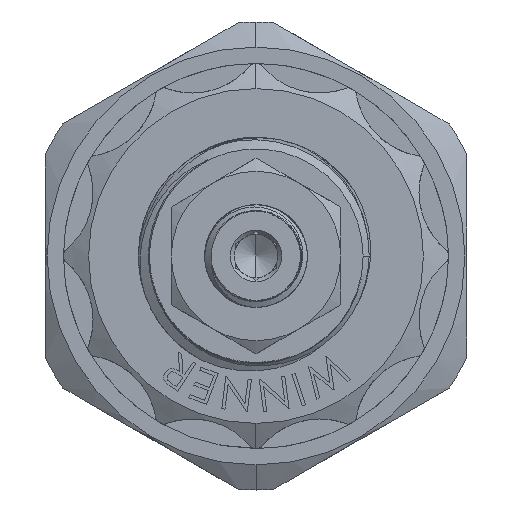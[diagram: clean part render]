
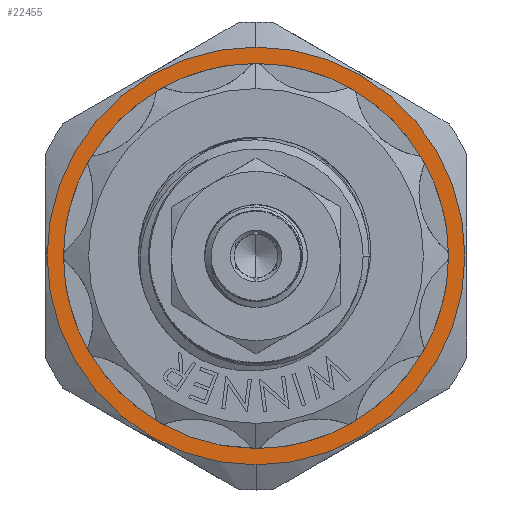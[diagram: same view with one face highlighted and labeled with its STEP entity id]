
A CAD part, left-side view. The second image highlights one B-rep face of the part: STEP entity #22455.
In plain terms, the highlighted planar face has unit normal (-1, 0, 0).
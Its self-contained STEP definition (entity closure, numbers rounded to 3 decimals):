
#701 = ORIENTED_EDGE ( 'NONE', *, *, #32676, .F. ) ;
#1264 = EDGE_LOOP ( 'NONE', ( #9799, #8044 ) ) ;
#2319 = CARTESIAN_POINT ( 'NONE',  ( 0., 0., 18.475 ) ) ;
#2517 = CARTESIAN_POINT ( 'NONE',  ( 0., 0., 0. ) ) ;
#2908 = DIRECTION ( 'NONE',  ( 0., 0., 1. ) ) ;
#5105 = AXIS2_PLACEMENT_3D ( 'NONE', #64886, #37496, #54442 ) ;
#7382 = VERTEX_POINT ( 'NONE', #20651 ) ;
#8044 = ORIENTED_EDGE ( 'NONE', *, *, #55509, .T. ) ;
#8564 = DIRECTION ( 'NONE',  ( 0., 0., 1. ) ) ;
#9214 = CARTESIAN_POINT ( 'NONE',  ( 0., 0., 0. ) ) ;
#9459 = CIRCLE ( 'NONE', #23340, 13.375 ) ;
#9788 = AXIS2_PLACEMENT_3D ( 'NONE', #9214, #25425, #2908 ) ;
#9799 = ORIENTED_EDGE ( 'NONE', *, *, #10633, .T. ) ;
#10610 = FACE_OUTER_BOUND ( 'NONE', #1264, .T. ) ;
#10633 = EDGE_CURVE ( 'NONE', #24630, #30558, #27823, .T. ) ;
#11361 = EDGE_LOOP ( 'NONE', ( #701, #18324 ) ) ;
#18324 = ORIENTED_EDGE ( 'NONE', *, *, #59236, .F. ) ;
#20651 = CARTESIAN_POINT ( 'NONE',  ( 0., 13.375, 0. ) ) ;
#22455 = ADVANCED_FACE ( 'NONE', ( #67825, #10610 ), #29925, .T. ) ;
#23340 = AXIS2_PLACEMENT_3D ( 'NONE', #2517, #40792, #8564 ) ;
#24630 = VERTEX_POINT ( 'NONE', #46950 ) ;
#25425 = DIRECTION ( 'NONE',  ( -1., 0., 0. ) ) ;
#26053 = DIRECTION ( 'NONE',  ( 0., 0., 1. ) ) ;
#27823 = CIRCLE ( 'NONE', #67136, 15.85 ) ;
#29925 = PLANE ( 'NONE',  #63164 ) ;
#30558 = VERTEX_POINT ( 'NONE', #63647 ) ;
#32676 = EDGE_CURVE ( 'NONE', #7382, #53026, #9459, .T. ) ;
#36231 = DIRECTION ( 'NONE',  ( -1., 0., 0. ) ) ;
#37496 = DIRECTION ( 'NONE',  ( -1., 0., 0. ) ) ;
#37638 = CIRCLE ( 'NONE', #5105, 15.85 ) ;
#40792 = DIRECTION ( 'NONE',  ( -1., 0., 0. ) ) ;
#46466 = CARTESIAN_POINT ( 'NONE',  ( 0., 0., 0. ) ) ;
#46950 = CARTESIAN_POINT ( 'NONE',  ( 0., 0., -15.85 ) ) ;
#48716 = CARTESIAN_POINT ( 'NONE',  ( 0., -13.375, 0. ) ) ;
#53026 = VERTEX_POINT ( 'NONE', #48716 ) ;
#54442 = DIRECTION ( 'NONE',  ( 0., 0., 1. ) ) ;
#55509 = EDGE_CURVE ( 'NONE', #30558, #24630, #37638, .T. ) ;
#56511 = CIRCLE ( 'NONE', #9788, 13.375 ) ;
#58085 = DIRECTION ( 'NONE',  ( -1., 0., 0. ) ) ;
#58576 = DIRECTION ( 'NONE',  ( 0., 0., 1. ) ) ;
#59236 = EDGE_CURVE ( 'NONE', #53026, #7382, #56511, .T. ) ;
#63164 = AXIS2_PLACEMENT_3D ( 'NONE', #2319, #36231, #26053 ) ;
#63647 = CARTESIAN_POINT ( 'NONE',  ( 0., 0., 15.85 ) ) ;
#64886 = CARTESIAN_POINT ( 'NONE',  ( 0., 0., 0. ) ) ;
#67136 = AXIS2_PLACEMENT_3D ( 'NONE', #46466, #58085, #58576 ) ;
#67825 = FACE_BOUND ( 'NONE', #11361, .T. ) ;
